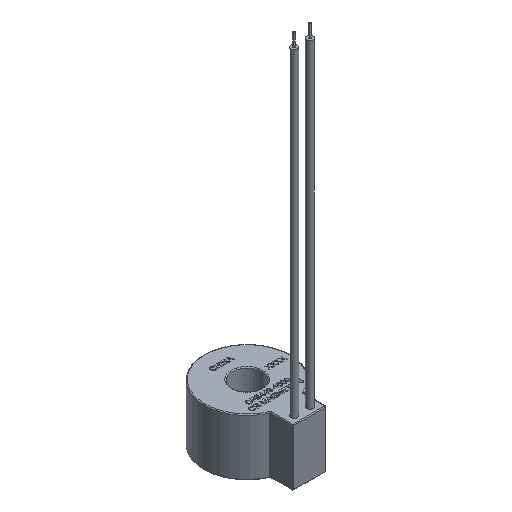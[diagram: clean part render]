
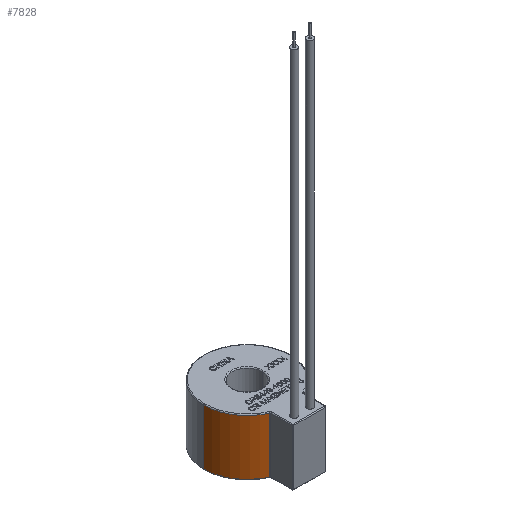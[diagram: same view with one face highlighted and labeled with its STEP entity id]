
A CAD part, isometric view. The second image highlights one B-rep face of the part: STEP entity #7828.
In plain terms, the highlighted cylindrical face has radius 13 mm (diameter 26 mm), a partial arc.
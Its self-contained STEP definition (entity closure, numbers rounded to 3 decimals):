
#834 = CARTESIAN_POINT ( 'NONE',  ( -13., 0., -0.25 ) ) ;
#1907 = CARTESIAN_POINT ( 'NONE',  ( 0., 0., -17. ) ) ;
#2225 = ORIENTED_EDGE ( 'NONE', *, *, #17385, .F. ) ;
#2228 = CARTESIAN_POINT ( 'NONE',  ( -5.151, -11.936, -0.25 ) ) ;
#2662 = EDGE_CURVE ( 'NONE', #4112, #21322, #3551, .T. ) ;
#3106 = VERTEX_POINT ( 'NONE', #18884 ) ;
#3551 = CIRCLE ( 'NONE', #9552, 13. ) ;
#4112 = VERTEX_POINT ( 'NONE', #2228 ) ;
#4191 = AXIS2_PLACEMENT_3D ( 'NONE', #1907, #14210, #21262 ) ;
#4669 = CARTESIAN_POINT ( 'NONE',  ( 0., 0., -17. ) ) ;
#4976 = VECTOR ( 'NONE', #16122, 1000. ) ;
#4996 = EDGE_CURVE ( 'NONE', #3106, #14920, #20297, .T. ) ;
#5690 = DIRECTION ( 'NONE',  ( 0., 0., -1. ) ) ;
#6850 = LINE ( 'NONE', #9933, #16341 ) ;
#7828 = ADVANCED_FACE ( 'NONE', ( #13579 ), #20750, .T. ) ;
#8136 = EDGE_LOOP ( 'NONE', ( #2225, #12301, #11673, #20292 ) ) ;
#8378 = DIRECTION ( 'NONE',  ( 0., 0., 1. ) ) ;
#9552 = AXIS2_PLACEMENT_3D ( 'NONE', #10988, #5690, #20028 ) ;
#9933 = CARTESIAN_POINT ( 'NONE',  ( -5.151, -11.936, -17. ) ) ;
#10074 = DIRECTION ( 'NONE',  ( 0., 0., 1. ) ) ;
#10988 = CARTESIAN_POINT ( 'NONE',  ( 0., 0., -0.25 ) ) ;
#11466 = EDGE_CURVE ( 'NONE', #14920, #4112, #6850, .T. ) ;
#11673 = ORIENTED_EDGE ( 'NONE', *, *, #11466, .T. ) ;
#12301 = ORIENTED_EDGE ( 'NONE', *, *, #4996, .T. ) ;
#12753 = AXIS2_PLACEMENT_3D ( 'NONE', #4669, #10074, #19346 ) ;
#13579 = FACE_OUTER_BOUND ( 'NONE', #8136, .T. ) ;
#14210 = DIRECTION ( 'NONE',  ( 0., 0., 1. ) ) ;
#14920 = VERTEX_POINT ( 'NONE', #16895 ) ;
#16122 = DIRECTION ( 'NONE',  ( 0., 0., 1. ) ) ;
#16341 = VECTOR ( 'NONE', #8378, 1000. ) ;
#16895 = CARTESIAN_POINT ( 'NONE',  ( -5.151, -11.936, -17. ) ) ;
#17385 = EDGE_CURVE ( 'NONE', #3106, #21322, #23166, .T. ) ;
#18884 = CARTESIAN_POINT ( 'NONE',  ( -13., 0., -17. ) ) ;
#19346 = DIRECTION ( 'NONE',  ( 1., 0., 0. ) ) ;
#19530 = CARTESIAN_POINT ( 'NONE',  ( -13., 0., -17. ) ) ;
#20028 = DIRECTION ( 'NONE',  ( 1., 0., 0. ) ) ;
#20292 = ORIENTED_EDGE ( 'NONE', *, *, #2662, .T. ) ;
#20297 = CIRCLE ( 'NONE', #4191, 13. ) ;
#20750 = CYLINDRICAL_SURFACE ( 'NONE', #12753, 13. ) ;
#21262 = DIRECTION ( 'NONE',  ( 1., 0., 0. ) ) ;
#21322 = VERTEX_POINT ( 'NONE', #834 ) ;
#23166 = LINE ( 'NONE', #19530, #4976 ) ;
